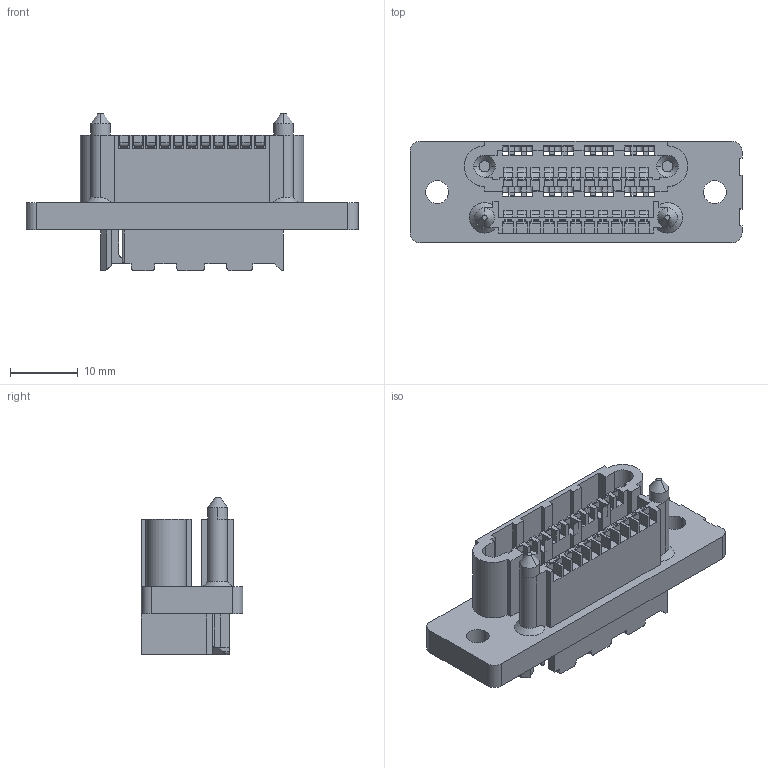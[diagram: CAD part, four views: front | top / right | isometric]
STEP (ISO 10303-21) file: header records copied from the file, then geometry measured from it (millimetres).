
FILE_DESCRIPTION((''),'2;1');
FILE_NAME('C-0292178-01-3','2007-09-03T',('workeradm'),('Tyco Electronics Corporation'),'PRO/ENGINEER BY PARAMETRIC TECHNOLOGY CORPORATION, 2005450','PRO/ENGINEER BY PARAMETRIC TECHNOLOGY CORPORATION, 2005450','');
FILE_SCHEMA(('CONFIG_CONTROL_DESIGN', 'GEOMETRIC_VALIDATION_PROPERTIES_MIM'));
Length unit declared in the file: millimetre
Products named in the file (1): C-0292178-01-3
Bounding box: 49 x 15 x 23.2 mm (x, y, z)
Volume: 4571.1 mm3; surface area: 6935.1 mm2
Topology: 1 solids, 1 shells, 1191 faces, 3666 edges, 2438 vertices
Faces by surface type: plane 910, cylinder 271, cone 10
Entity records: 41046 total; most frequent: CARTESIAN_POINT 7440, ORIENTED_EDGE 7332, DIRECTION 6607, EDGE_CURVE 3666, VECTOR 3047, LINE 3047, VERTEX_POINT 2438, AXIS2_PLACEMENT_3D 1780
